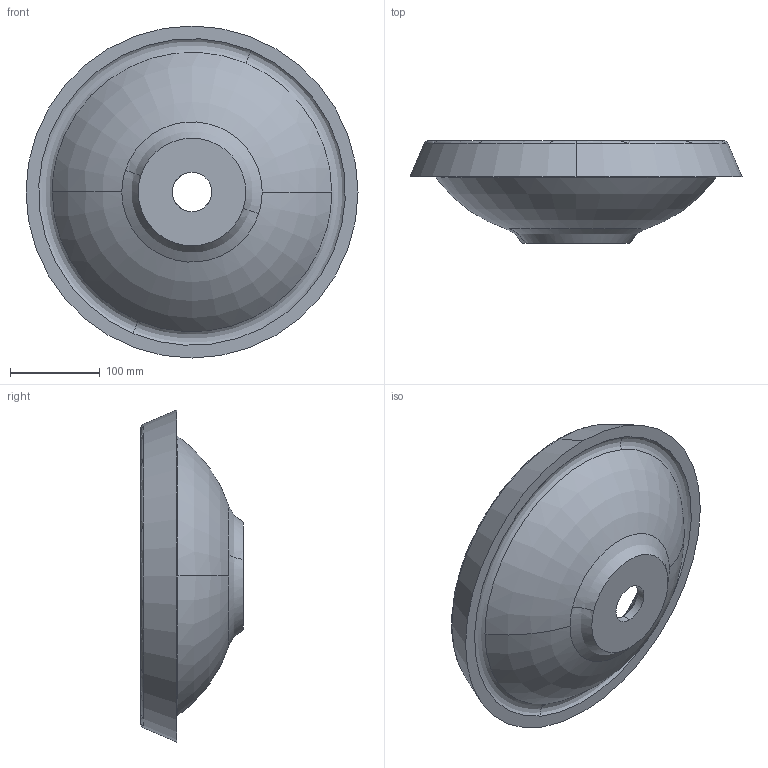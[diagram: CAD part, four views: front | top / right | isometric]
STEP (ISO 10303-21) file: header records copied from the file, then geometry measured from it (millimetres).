
FILE_DESCRIPTION (( 'STEP AP203' ), '1' );
FILE_NAME ('6301480410.STEP', '2020-12-16T22:39:25', ( '' ), ( '' ), 'SwSTEP 2.0', 'SolidWorks 2019', '' );
FILE_SCHEMA (( 'CONFIG_CONTROL_DESIGN' ));
Length unit declared in the file: millimetre
Products named in the file (1): 6301480410
Bounding box: 370 x 114 x 370 mm (x, y, z)
Volume: 2111681.1 mm3; surface area: 298248.5 mm2
Topology: 1 solids, 1 shells, 23 faces, 58 edges, 38 vertices
Faces by surface type: bspline 14, plane 3, cylinder 2, torus 2, cone 2
Entity records: 6735 total; most frequent: CARTESIAN_POINT 6184, ORIENTED_EDGE 116, DIRECTION 72, EDGE_CURVE 58, VERTEX_POINT 38, AXIS2_PLACEMENT_3D 34, B_SPLINE_CURVE_WITH_KNOTS 30, EDGE_LOOP 26
